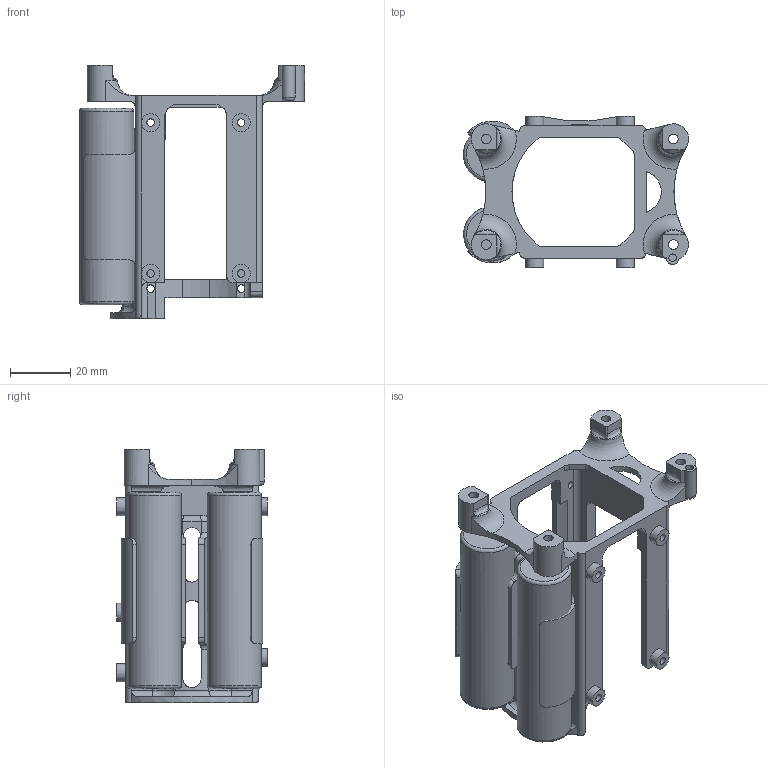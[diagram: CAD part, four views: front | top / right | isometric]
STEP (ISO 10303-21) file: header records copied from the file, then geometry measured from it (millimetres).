
FILE_DESCRIPTION(/* description */ (''),/* implementation_level */ '2;1');
FILE_NAME(/* name */ 'ACWA_18650-Batterie_centre.step',/* time_stamp */ '2024-04-08T15:31:38+02:00',/* author */ (''),/* organization */ (''),/* preprocessor_version */ 'ST-DEVELOPER v20',/* originating_system */ 'Autodesk Translation Framework v12.20.1.177',/* authorisation */ '');
FILE_SCHEMA (('AUTOMOTIVE_DESIGN { 1 0 10303 214 3 1 1 }'));
Length unit declared in the file: millimetre
Products named in the file (1): ACWA_18650-UNITAIRE
Bounding box: 74.55 x 50 x 84 mm (x, y, z)
Volume: 59671.9 mm3; surface area: 32258.4 mm2
Topology: 3 solids, 3 shells, 260 faces, 757 edges, 496 vertices
Faces by surface type: cylinder 111, plane 98, bspline 23, torus 21, cone 4, sphere 3
Full cylindrical faces by diameter (mm): 2.5 x10, 3.2 x4, 6 x7, 7.5 x4, 18 x2
Entity records: 12249 total; most frequent: CARTESIAN_POINT 5412, ORIENTED_EDGE 1514, DIRECTION 1325, EDGE_CURVE 757, VERTEX_POINT 496, AXIS2_PLACEMENT_3D 495, LINE 335, VECTOR 335
